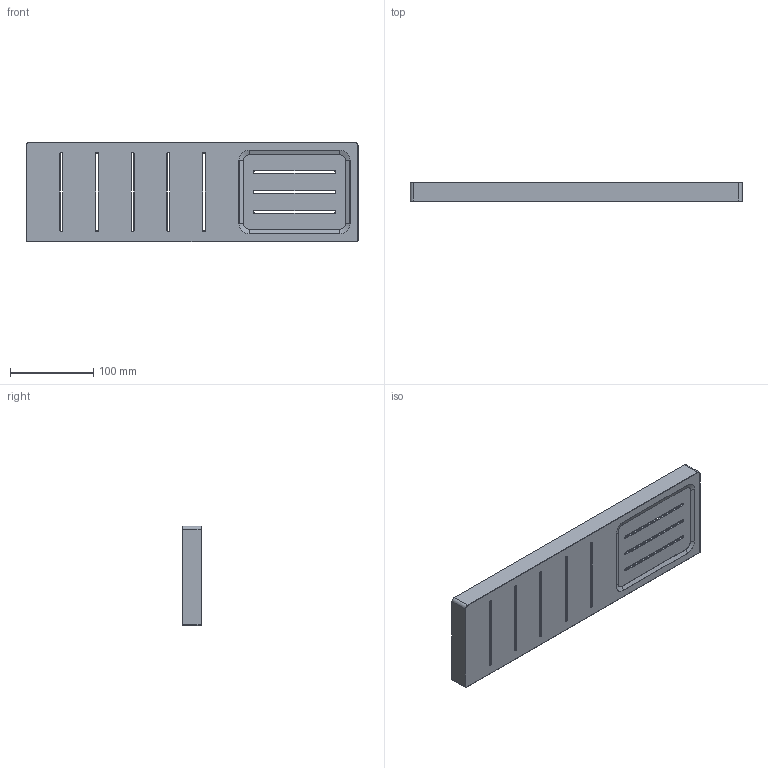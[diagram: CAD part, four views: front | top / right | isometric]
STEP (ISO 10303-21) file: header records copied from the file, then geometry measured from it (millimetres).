
FILE_DESCRIPTION((''),'2;1');
FILE_NAME('PRT0002','2023-06-24T20:27:58',('PC'),(''),'CREO PARAMETRIC BY PTC INC, 2020053','CREO PARAMETRIC BY PTC INC, 2020053','');
FILE_SCHEMA(('CONFIG_CONTROL_DESIGN'));
Length unit declared in the file: millimetre
Products named in the file (1): PRT0002
Bounding box: 400 x 23 x 120 mm (x, y, z)
Volume: 134933.3 mm3; surface area: 139878.9 mm2
Topology: 1 solids, 1 shells, 139 faces, 338 edges, 204 vertices
Faces by surface type: cylinder 58, plane 45, torus 28, cone 8
Entity records: 4134 total; most frequent: DIRECTION 772, CARTESIAN_POINT 681, ORIENTED_EDGE 676, EDGE_CURVE 338, AXIS2_PLACEMENT_3D 295, VERTEX_POINT 204, VECTOR 182, LINE 182
